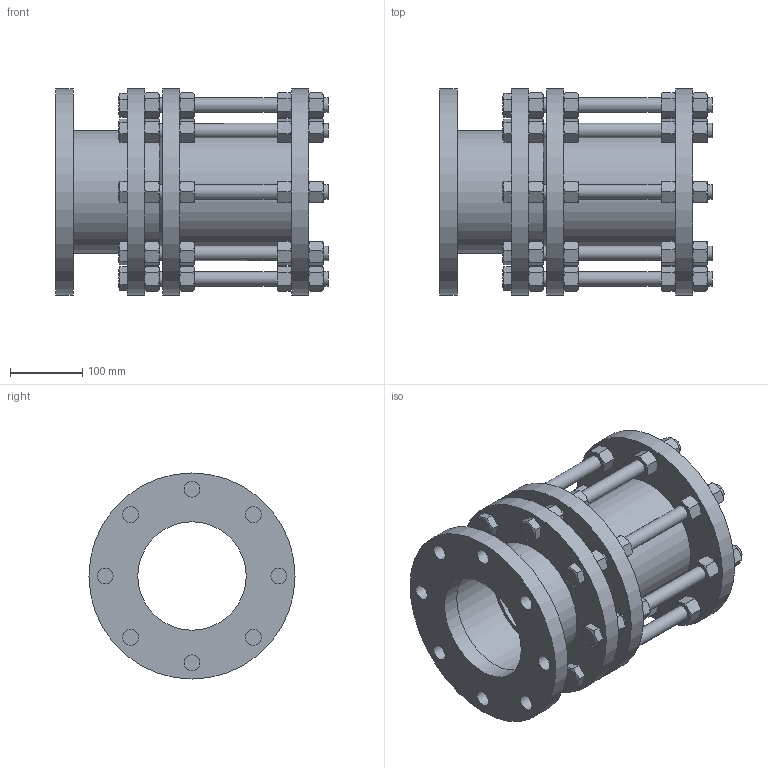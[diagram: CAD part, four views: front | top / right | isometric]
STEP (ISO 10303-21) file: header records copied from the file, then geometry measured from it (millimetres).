
FILE_DESCRIPTION(/* description */ ('MONTERINGSBOX VM 3188 - 150 DN'),/* implementation_level */ '2;1');
FILE_NAME(/* name */ 'MONTERINGSBOX VM 3186 - 150 DN.stp',/* time_stamp */ '2020-02-26T14:45:23+05:00',/* author */ ('rahul_marsute'),/* organization */ (''),/* preprocessor_version */ 'ST-DEVELOPER v18',/* originating_system */ 'Autodesk Inventor 2020',/* authorisation */ '');
FILE_SCHEMA (('AUTOMOTIVE_DESIGN { 1 0 10303 214 3 1 1 }'));
Length unit declared in the file: millimetre
Products named in the file (1): MONTERINGSBOX VM 3186 - 150 DN
Bounding box: 376.78 x 285 x 285 mm (x, y, z)
Volume: 5881494.9 mm3; surface area: 945621.5 mm2
Topology: 1 solids, 17 shells, 813 faces, 2165 edges, 1450 vertices
Faces by surface type: cone 393, plane 338, cylinder 82
Full cylindrical faces by diameter (mm): 20 x40, 22 x32, 150 x2, 160 x2, 170 x2, 285 x4
Entity records: 24702 total; most frequent: CARTESIAN_POINT 6061, ORIENTED_EDGE 4330, DIRECTION 3563, EDGE_CURVE 2165, VERTEX_POINT 1450, AXIS2_PLACEMENT_3D 1400, EDGE_LOOP 959, FACE_OUTER_BOUND 813
